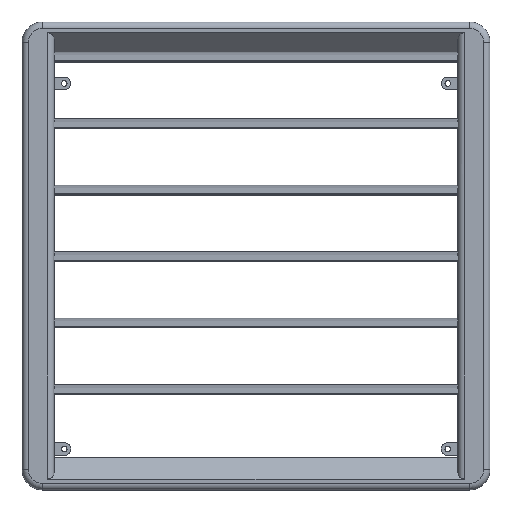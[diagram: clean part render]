
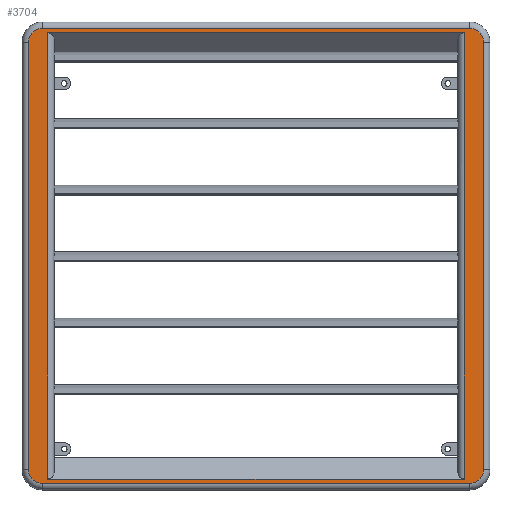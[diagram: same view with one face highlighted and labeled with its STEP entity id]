
A CAD part, top view. The second image highlights one B-rep face of the part: STEP entity #3704.
In plain terms, the highlighted planar face has unit normal (0, 0, 1).
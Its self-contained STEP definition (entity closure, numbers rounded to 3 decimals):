
#12 = LINE ( 'NONE', #1732, #2203 ) ;
#50 = PLANE ( 'NONE',  #405 ) ;
#142 = CARTESIAN_POINT ( 'NONE',  ( 167., -178., 20. ) ) ;
#157 = VECTOR ( 'NONE', #3054, 1000. ) ;
#187 = ORIENTED_EDGE ( 'NONE', *, *, #767, .T. ) ;
#194 = VERTEX_POINT ( 'NONE', #981 ) ;
#235 = ORIENTED_EDGE ( 'NONE', *, *, #1329, .T. ) ;
#313 = ORIENTED_EDGE ( 'NONE', *, *, #450, .T. ) ;
#384 = AXIS2_PLACEMENT_3D ( 'NONE', #1405, #3422, #1955 ) ;
#400 = EDGE_CURVE ( 'NONE', #3296, #3304, #532, .T. ) ;
#405 = AXIS2_PLACEMENT_3D ( 'NONE', #2642, #3587, #2989 ) ;
#448 = DIRECTION ( 'NONE',  ( 0., 0., 1. ) ) ;
#450 = EDGE_CURVE ( 'NONE', #725, #1281, #3107, .T. ) ;
#490 = DIRECTION ( 'NONE',  ( 1., 0., 0. ) ) ;
#500 = ORIENTED_EDGE ( 'NONE', *, *, #3213, .T. ) ;
#501 = VERTEX_POINT ( 'NONE', #1210 ) ;
#520 = DIRECTION ( 'NONE',  ( 0., 1., 0. ) ) ;
#532 = LINE ( 'NONE', #1707, #1957 ) ;
#617 = FACE_OUTER_BOUND ( 'NONE', #1399, .T. ) ;
#624 = LINE ( 'NONE', #1801, #2064 ) ;
#725 = VERTEX_POINT ( 'NONE', #2640 ) ;
#762 = VECTOR ( 'NONE', #2184, 1000. ) ;
#767 = EDGE_CURVE ( 'NONE', #1338, #194, #2344, .T. ) ;
#786 = EDGE_CURVE ( 'NONE', #3296, #1789, #12, .T. ) ;
#819 = VERTEX_POINT ( 'NONE', #1699 ) ;
#827 = DIRECTION ( 'NONE',  ( 0., 1., 0. ) ) ;
#956 = EDGE_CURVE ( 'NONE', #501, #725, #3284, .T. ) ;
#966 = CARTESIAN_POINT ( 'NONE',  ( 163., -174.5, 20. ) ) ;
#981 = CARTESIAN_POINT ( 'NONE',  ( 178., 167., 20. ) ) ;
#1022 = VERTEX_POINT ( 'NONE', #2209 ) ;
#1027 = VERTEX_POINT ( 'NONE', #1653 ) ;
#1197 = CIRCLE ( 'NONE', #384, 11. ) ;
#1200 = CIRCLE ( 'NONE', #1875, 11. ) ;
#1210 = CARTESIAN_POINT ( 'NONE',  ( 167., 178., 20. ) ) ;
#1225 = VECTOR ( 'NONE', #827, 1000. ) ;
#1254 = CARTESIAN_POINT ( 'NONE',  ( 167., 178., 20. ) ) ;
#1281 = VERTEX_POINT ( 'NONE', #2145 ) ;
#1329 = EDGE_CURVE ( 'NONE', #1281, #819, #624, .T. ) ;
#1338 = VERTEX_POINT ( 'NONE', #2694 ) ;
#1399 = EDGE_LOOP ( 'NONE', ( #2478, #313, #235, #2546, #2109, #3350, #187, #2771 ) ) ;
#1405 = CARTESIAN_POINT ( 'NONE',  ( -167., -167., 20. ) ) ;
#1448 = VERTEX_POINT ( 'NONE', #2749 ) ;
#1468 = EDGE_CURVE ( 'NONE', #1027, #1022, #3053, .T. ) ;
#1582 = CARTESIAN_POINT ( 'NONE',  ( -167., 167., 20. ) ) ;
#1610 = LINE ( 'NONE', #966, #157 ) ;
#1653 = CARTESIAN_POINT ( 'NONE',  ( -167., -178., 20. ) ) ;
#1699 = CARTESIAN_POINT ( 'NONE',  ( -178., -167., 20. ) ) ;
#1707 = CARTESIAN_POINT ( 'NONE',  ( -158., -174.5, 20. ) ) ;
#1732 = CARTESIAN_POINT ( 'NONE',  ( -163., 174.5, 20. ) ) ;
#1742 = CARTESIAN_POINT ( 'NONE',  ( -163., -174.5, 20. ) ) ;
#1756 = ORIENTED_EDGE ( 'NONE', *, *, #786, .T. ) ;
#1770 = EDGE_LOOP ( 'NONE', ( #500, #2570, #3548, #1756 ) ) ;
#1789 = VERTEX_POINT ( 'NONE', #2690 ) ;
#1801 = CARTESIAN_POINT ( 'NONE',  ( -178., 167., 20. ) ) ;
#1875 = AXIS2_PLACEMENT_3D ( 'NONE', #1877, #448, #2423 ) ;
#1877 = CARTESIAN_POINT ( 'NONE',  ( 167., -167., 20. ) ) ;
#1920 = EDGE_CURVE ( 'NONE', #1022, #1338, #1200, .T. ) ;
#1944 = VECTOR ( 'NONE', #2018, 1000. ) ;
#1955 = DIRECTION ( 'NONE',  ( -1., 0., 0. ) ) ;
#1957 = VECTOR ( 'NONE', #490, 1000. ) ;
#1989 = CARTESIAN_POINT ( 'NONE',  ( 167., 167., 20. ) ) ;
#2018 = DIRECTION ( 'NONE',  ( 1., 0., 0. ) ) ;
#2027 = CARTESIAN_POINT ( 'NONE',  ( 178., 167., 20. ) ) ;
#2051 = EDGE_CURVE ( 'NONE', #819, #1027, #1197, .T. ) ;
#2064 = VECTOR ( 'NONE', #2959, 1000. ) ;
#2068 = DIRECTION ( 'NONE',  ( 0., 0., 1. ) ) ;
#2087 = VECTOR ( 'NONE', #3002, 1000. ) ;
#2109 = ORIENTED_EDGE ( 'NONE', *, *, #1468, .T. ) ;
#2145 = CARTESIAN_POINT ( 'NONE',  ( -178., 167., 20. ) ) ;
#2184 = DIRECTION ( 'NONE',  ( 1., 0., 0. ) ) ;
#2185 = CIRCLE ( 'NONE', #2487, 11. ) ;
#2203 = VECTOR ( 'NONE', #520, 1000. ) ;
#2209 = CARTESIAN_POINT ( 'NONE',  ( 167., -178., 20. ) ) ;
#2280 = CARTESIAN_POINT ( 'NONE',  ( -158., 174.5, 20. ) ) ;
#2344 = LINE ( 'NONE', #2027, #1225 ) ;
#2423 = DIRECTION ( 'NONE',  ( -1., 0., 0. ) ) ;
#2478 = ORIENTED_EDGE ( 'NONE', *, *, #956, .T. ) ;
#2487 = AXIS2_PLACEMENT_3D ( 'NONE', #1989, #2502, #3148 ) ;
#2502 = DIRECTION ( 'NONE',  ( 0., 0., 1. ) ) ;
#2546 = ORIENTED_EDGE ( 'NONE', *, *, #2051, .T. ) ;
#2564 = LINE ( 'NONE', #2280, #1944 ) ;
#2570 = ORIENTED_EDGE ( 'NONE', *, *, #3048, .T. ) ;
#2640 = CARTESIAN_POINT ( 'NONE',  ( -167., 178., 20. ) ) ;
#2642 = CARTESIAN_POINT ( 'NONE',  ( 167., 167., 20. ) ) ;
#2650 = DIRECTION ( 'NONE',  ( -1., 0., 0. ) ) ;
#2690 = CARTESIAN_POINT ( 'NONE',  ( -163., 174.5, 20. ) ) ;
#2694 = CARTESIAN_POINT ( 'NONE',  ( 178., -167., 20. ) ) ;
#2749 = CARTESIAN_POINT ( 'NONE',  ( 163., 174.5, 20. ) ) ;
#2771 = ORIENTED_EDGE ( 'NONE', *, *, #3649, .T. ) ;
#2959 = DIRECTION ( 'NONE',  ( 0., -1., 0. ) ) ;
#2989 = DIRECTION ( 'NONE',  ( -1., 0., 0. ) ) ;
#3002 = DIRECTION ( 'NONE',  ( -1., 0., 0. ) ) ;
#3048 = EDGE_CURVE ( 'NONE', #1448, #3304, #1610, .T. ) ;
#3053 = LINE ( 'NONE', #142, #762 ) ;
#3054 = DIRECTION ( 'NONE',  ( 0., -1., 0. ) ) ;
#3107 = CIRCLE ( 'NONE', #3176, 11. ) ;
#3148 = DIRECTION ( 'NONE',  ( -1., 0., 0. ) ) ;
#3176 = AXIS2_PLACEMENT_3D ( 'NONE', #1582, #2068, #2650 ) ;
#3213 = EDGE_CURVE ( 'NONE', #1789, #1448, #2564, .T. ) ;
#3242 = CARTESIAN_POINT ( 'NONE',  ( 163., -174.5, 20. ) ) ;
#3270 = FACE_BOUND ( 'NONE', #1770, .T. ) ;
#3284 = LINE ( 'NONE', #1254, #2087 ) ;
#3296 = VERTEX_POINT ( 'NONE', #1742 ) ;
#3304 = VERTEX_POINT ( 'NONE', #3242 ) ;
#3350 = ORIENTED_EDGE ( 'NONE', *, *, #1920, .T. ) ;
#3422 = DIRECTION ( 'NONE',  ( 0., 0., 1. ) ) ;
#3548 = ORIENTED_EDGE ( 'NONE', *, *, #400, .F. ) ;
#3587 = DIRECTION ( 'NONE',  ( 0., 0., -1. ) ) ;
#3649 = EDGE_CURVE ( 'NONE', #194, #501, #2185, .T. ) ;
#3704 = ADVANCED_FACE ( 'NONE', ( #617, #3270 ), #50, .F. ) ;
